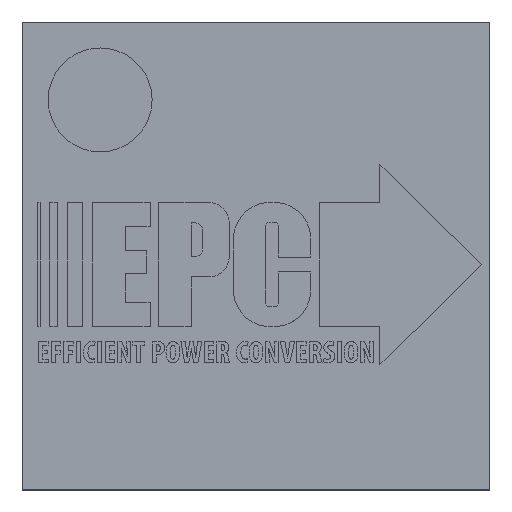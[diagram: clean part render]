
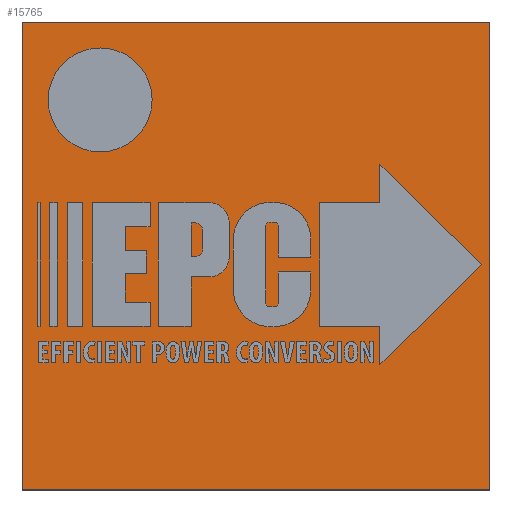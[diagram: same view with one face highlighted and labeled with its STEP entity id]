
A CAD part, top view. The second image highlights one B-rep face of the part: STEP entity #15765.
In plain terms, the highlighted planar face has unit normal (0, 0, 1).
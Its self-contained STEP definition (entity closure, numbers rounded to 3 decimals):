
#15636 = VERTEX_POINT('',#15637);
#15637 = CARTESIAN_POINT('',(-0.675,0.675,0.685));
#15643 = EDGE_CURVE('',#15636,#15644,#15646,.T.);
#15644 = VERTEX_POINT('',#15645);
#15645 = CARTESIAN_POINT('',(0.675,0.675,0.685));
#15646 = LINE('',#15647,#15648);
#15647 = CARTESIAN_POINT('',(-0.675,0.675,0.685));
#15648 = VECTOR('',#15649,1.);
#15649 = DIRECTION('',(1.,0.,0.));
#15674 = EDGE_CURVE('',#15644,#15675,#15677,.T.);
#15675 = VERTEX_POINT('',#15676);
#15676 = CARTESIAN_POINT('',(0.675,-0.675,0.685));
#15677 = LINE('',#15678,#15679);
#15678 = CARTESIAN_POINT('',(0.675,0.675,0.685));
#15679 = VECTOR('',#15680,1.);
#15680 = DIRECTION('',(0.,-1.,0.));
#15705 = EDGE_CURVE('',#15675,#15706,#15708,.T.);
#15706 = VERTEX_POINT('',#15707);
#15707 = CARTESIAN_POINT('',(-0.675,-0.675,0.685));
#15708 = LINE('',#15709,#15710);
#15709 = CARTESIAN_POINT('',(0.675,-0.675,0.685));
#15710 = VECTOR('',#15711,1.);
#15711 = DIRECTION('',(-1.,0.,0.));
#15736 = EDGE_CURVE('',#15706,#15636,#15737,.T.);
#15737 = LINE('',#15738,#15739);
#15738 = CARTESIAN_POINT('',(-0.675,-0.675,0.685));
#15739 = VECTOR('',#15740,1.);
#15740 = DIRECTION('',(0.,1.,0.));
#15765 = ADVANCED_FACE('',(#15766),#15772,.T.);
#15766 = FACE_BOUND('',#15767,.F.);
#15767 = EDGE_LOOP('',(#15768,#15769,#15770,#15771));
#15768 = ORIENTED_EDGE('',*,*,#15643,.T.);
#15769 = ORIENTED_EDGE('',*,*,#15674,.T.);
#15770 = ORIENTED_EDGE('',*,*,#15705,.T.);
#15771 = ORIENTED_EDGE('',*,*,#15736,.T.);
#15772 = PLANE('',#15773);
#15773 = AXIS2_PLACEMENT_3D('',#15774,#15775,#15776);
#15774 = CARTESIAN_POINT('',(-0.675,0.675,0.685));
#15775 = DIRECTION('',(-0.,0.,1.));
#15776 = DIRECTION('',(1.,0.,0.));
